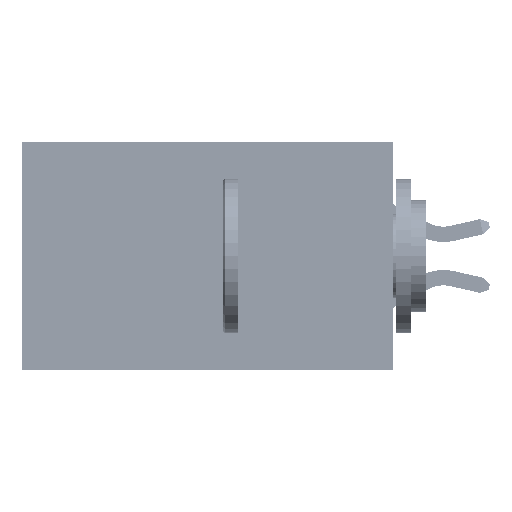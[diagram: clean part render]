
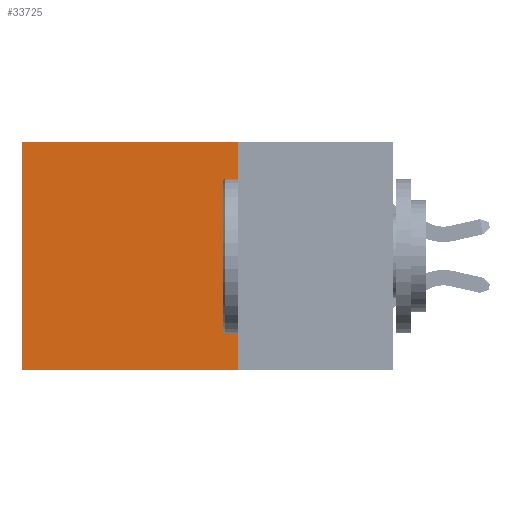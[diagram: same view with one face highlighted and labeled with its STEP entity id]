
A CAD part, left-side view. The second image highlights one B-rep face of the part: STEP entity #33725.
In plain terms, the highlighted planar face has unit normal (-1, 0, 0).
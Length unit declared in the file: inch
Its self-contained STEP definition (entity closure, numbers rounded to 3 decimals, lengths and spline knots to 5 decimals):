
#2939 = VERTEX_POINT ( 'NONE', #22394 ) ;
#5812 = CARTESIAN_POINT ( 'NONE',  ( 0.2875, 0.25, 0. ) ) ;
#6012 = DIRECTION ( 'NONE',  ( 0., 1., 0. ) ) ;
#8537 = LINE ( 'NONE', #43778, #27206 ) ;
#8665 = VERTEX_POINT ( 'NONE', #15112 ) ;
#10044 = DIRECTION ( 'NONE',  ( 0., 0., -1. ) ) ;
#11545 = EDGE_CURVE ( 'NONE', #2939, #34164, #8537, .T. ) ;
#12010 = EDGE_CURVE ( 'NONE', #21663, #2939, #31198, .T. ) ;
#14261 = EDGE_CURVE ( 'NONE', #21663, #8665, #34402, .T. ) ;
#15112 = CARTESIAN_POINT ( 'NONE',  ( 0.2875, 0.6, 0. ) ) ;
#16959 = EDGE_CURVE ( 'NONE', #8665, #34164, #33654, .T. ) ;
#17243 = DIRECTION ( 'NONE',  ( 0., 0., -1. ) ) ;
#17485 = EDGE_LOOP ( 'NONE', ( #26534, #27331, #22762, #41284 ) ) ;
#17524 = AXIS2_PLACEMENT_3D ( 'NONE', #28578, #32270, #10044 ) ;
#21431 = VECTOR ( 'NONE', #17243, 39.37008 ) ;
#21663 = VERTEX_POINT ( 'NONE', #25280 ) ;
#22064 = CARTESIAN_POINT ( 'NONE',  ( 0.2875, 0.6, -0.37 ) ) ;
#22394 = CARTESIAN_POINT ( 'NONE',  ( 0.2875, 0.25, -0.37 ) ) ;
#22762 = ORIENTED_EDGE ( 'NONE', *, *, #12010, .F. ) ;
#25280 = CARTESIAN_POINT ( 'NONE',  ( 0.2875, 0.25, 0. ) ) ;
#26534 = ORIENTED_EDGE ( 'NONE', *, *, #16959, .T. ) ;
#27206 = VECTOR ( 'NONE', #32931, 39.37008 ) ;
#27331 = ORIENTED_EDGE ( 'NONE', *, *, #11545, .F. ) ;
#28578 = CARTESIAN_POINT ( 'NONE',  ( 0.2875, 0.25, 0. ) ) ;
#31198 = LINE ( 'NONE', #5812, #21431 ) ;
#31346 = VECTOR ( 'NONE', #47340, 39.37008 ) ;
#32116 = CARTESIAN_POINT ( 'NONE',  ( 0.2875, 0.25, 0. ) ) ;
#32270 = DIRECTION ( 'NONE',  ( 1., 0., 0. ) ) ;
#32931 = DIRECTION ( 'NONE',  ( 0., 1., 0. ) ) ;
#33252 = VECTOR ( 'NONE', #6012, 39.37008 ) ;
#33654 = LINE ( 'NONE', #36318, #31346 ) ;
#33725 = ADVANCED_FACE ( 'NONE', ( #36270 ), #39454, .F. ) ;
#34164 = VERTEX_POINT ( 'NONE', #22064 ) ;
#34402 = LINE ( 'NONE', #32116, #33252 ) ;
#36270 = FACE_OUTER_BOUND ( 'NONE', #17485, .T. ) ;
#36318 = CARTESIAN_POINT ( 'NONE',  ( 0.2875, 0.6, 0. ) ) ;
#39454 = PLANE ( 'NONE',  #17524 ) ;
#41284 = ORIENTED_EDGE ( 'NONE', *, *, #14261, .T. ) ;
#43778 = CARTESIAN_POINT ( 'NONE',  ( 0.2875, 0.25, -0.37 ) ) ;
#47340 = DIRECTION ( 'NONE',  ( 0., 0., -1. ) ) ;
